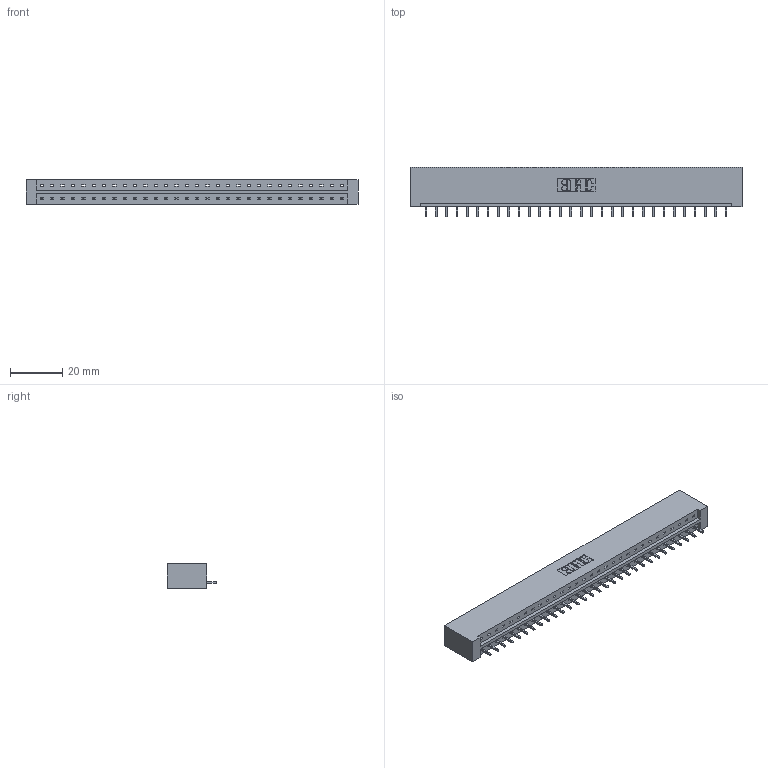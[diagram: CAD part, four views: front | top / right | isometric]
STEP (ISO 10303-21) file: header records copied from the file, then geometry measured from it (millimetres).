
FILE_DESCRIPTION (( 'STEP AP203' ), '1' );
FILE_NAME ('333-030-521-101.STEP', '2018-08-02T17:15:47', ( '' ), ( '' ), 'SwSTEP 2.0', 'SolidWorks 2016', '' );
FILE_SCHEMA (( 'CONFIG_CONTROL_DESIGN' ));
Length unit declared in the file: inch
Products named in the file (3): 333 Part_Lugless; 345-292-001_345-293-121; 333-030-521-101
Assembly tree (31 placements, depth 2):
  333-030-521-101
    333 Part_Lugless
    345-292-001_345-293-121  x30
Bounding box: 127.13 x 19.06 x 9.4 mm (x, y, z)
Volume: 13216.8 mm3; surface area: 13824.3 mm2
Topology: 31 solids, 31 shells, 1846 faces, 5567 edges, 3670 vertices
Faces by surface type: plane 1326, cylinder 520
Entity records: 19633 total; most frequent: CARTESIAN_POINT 3396, ORIENTED_EDGE 3362, DIRECTION 2881, EDGE_CURVE 1681, LINE 1561, VECTOR 1561, VERTEX_POINT 1118, AXIS2_PLACEMENT_3D 660
